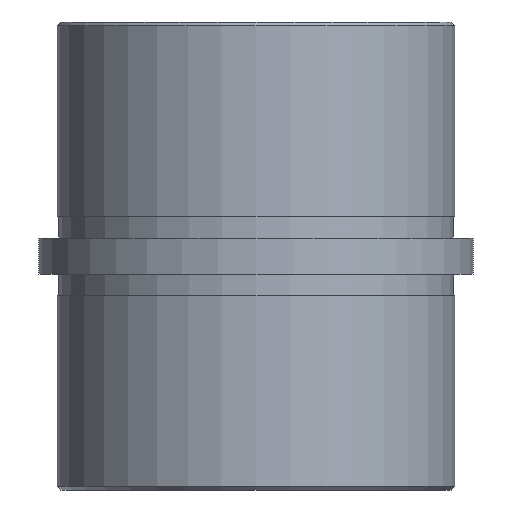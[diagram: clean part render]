
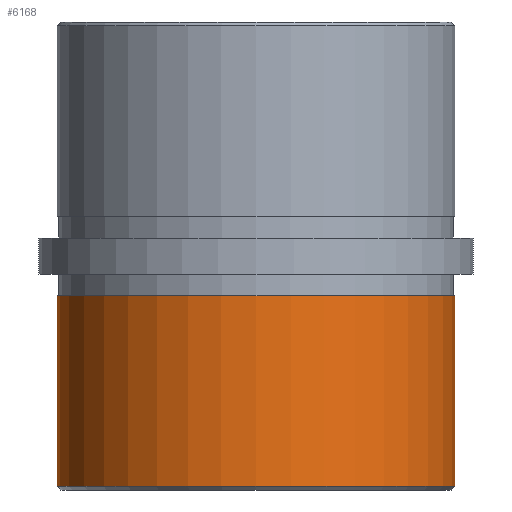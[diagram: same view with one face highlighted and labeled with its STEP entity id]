
A CAD part, front view. The second image highlights one B-rep face of the part: STEP entity #6168.
In plain terms, the highlighted cylindrical face has radius 27.6 mm (diameter 55.2 mm), a partial arc.
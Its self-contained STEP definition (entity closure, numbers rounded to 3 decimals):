
#253 = EDGE_CURVE ( 'NONE', #18721, #8132, #14471, .T. ) ;
#1091 = CARTESIAN_POINT ( 'NONE',  ( 27.6, 0., -5.5 ) ) ;
#1097 = EDGE_CURVE ( 'NONE', #16000, #11849, #20077, .T. ) ;
#1614 = AXIS2_PLACEMENT_3D ( 'NONE', #17798, #8959, #14513 ) ;
#4079 = VECTOR ( 'NONE', #20172, 1000. ) ;
#4219 = DIRECTION ( 'NONE',  ( 0., 0., 1. ) ) ;
#4853 = FACE_OUTER_BOUND ( 'NONE', #22660, .T. ) ;
#5374 = CIRCLE ( 'NONE', #1614, 27.6 ) ;
#6168 = ADVANCED_FACE ( 'NONE', ( #4853 ), #16907, .T. ) ;
#7414 = AXIS2_PLACEMENT_3D ( 'NONE', #17223, #13538, #8203 ) ;
#7552 = EDGE_CURVE ( 'NONE', #16000, #18721, #21719, .T. ) ;
#8132 = VERTEX_POINT ( 'NONE', #1091 ) ;
#8203 = DIRECTION ( 'NONE',  ( -1., 0., 0. ) ) ;
#8331 = CARTESIAN_POINT ( 'NONE',  ( -27.6, 0., -32. ) ) ;
#8959 = DIRECTION ( 'NONE',  ( 0., 0., 1. ) ) ;
#9729 = ORIENTED_EDGE ( 'NONE', *, *, #13933, .F. ) ;
#10949 = CARTESIAN_POINT ( 'NONE',  ( 27.6, 0., -32.5 ) ) ;
#10955 = CARTESIAN_POINT ( 'NONE',  ( -27.6, 0., -5.5 ) ) ;
#10992 = CARTESIAN_POINT ( 'NONE',  ( -27.6, 0., -32.5 ) ) ;
#11331 = CARTESIAN_POINT ( 'NONE',  ( 0., 0., -32. ) ) ;
#11849 = VERTEX_POINT ( 'NONE', #10955 ) ;
#13072 = VECTOR ( 'NONE', #21587, 1000. ) ;
#13322 = ORIENTED_EDGE ( 'NONE', *, *, #253, .T. ) ;
#13523 = ORIENTED_EDGE ( 'NONE', *, *, #1097, .F. ) ;
#13538 = DIRECTION ( 'NONE',  ( 0., 0., 1. ) ) ;
#13774 = DIRECTION ( 'NONE',  ( -1., 0., 0. ) ) ;
#13933 = EDGE_CURVE ( 'NONE', #11849, #8132, #5374, .T. ) ;
#14471 = LINE ( 'NONE', #10949, #13072 ) ;
#14513 = DIRECTION ( 'NONE',  ( 1., 0., 0. ) ) ;
#16000 = VERTEX_POINT ( 'NONE', #8331 ) ;
#16907 = CYLINDRICAL_SURFACE ( 'NONE', #7414, 27.6 ) ;
#17223 = CARTESIAN_POINT ( 'NONE',  ( 0., 0., -32.5 ) ) ;
#17798 = CARTESIAN_POINT ( 'NONE',  ( 0., 0., -5.5 ) ) ;
#18721 = VERTEX_POINT ( 'NONE', #22964 ) ;
#20077 = LINE ( 'NONE', #10992, #4079 ) ;
#20172 = DIRECTION ( 'NONE',  ( 0., 0., 1. ) ) ;
#21587 = DIRECTION ( 'NONE',  ( 0., 0., 1. ) ) ;
#21719 = CIRCLE ( 'NONE', #23211, 27.6 ) ;
#21800 = ORIENTED_EDGE ( 'NONE', *, *, #7552, .T. ) ;
#22660 = EDGE_LOOP ( 'NONE', ( #21800, #13322, #9729, #13523 ) ) ;
#22964 = CARTESIAN_POINT ( 'NONE',  ( 27.6, 0., -32. ) ) ;
#23211 = AXIS2_PLACEMENT_3D ( 'NONE', #11331, #4219, #13774 ) ;
